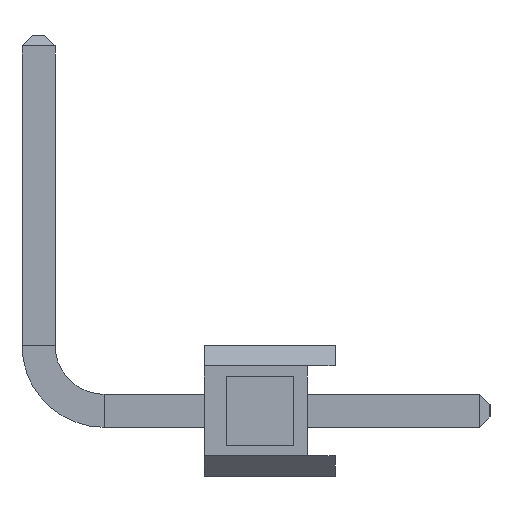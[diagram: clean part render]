
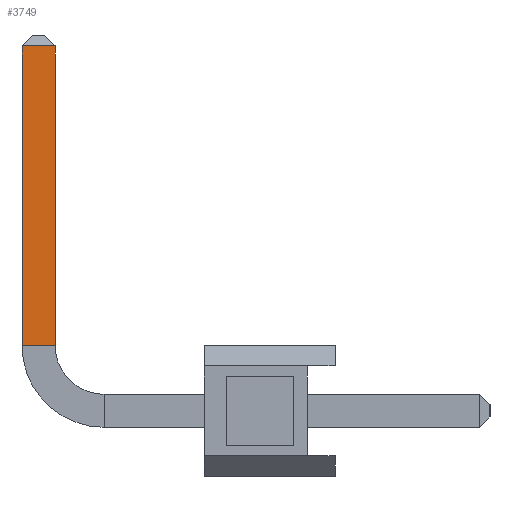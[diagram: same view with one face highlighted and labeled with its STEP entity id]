
A CAD part, left-side view. The second image highlights one B-rep face of the part: STEP entity #3749.
In plain terms, the highlighted planar face has unit normal (-1, 0, 0).
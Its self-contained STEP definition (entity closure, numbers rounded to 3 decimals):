
#3030 = DIRECTION ( 'NONE',  ( 0., 1., 0. ) ) ;
#3214 = LINE ( 'NONE', #18925, #35493 ) ;
#3749 = ADVANCED_FACE ( 'NONE', ( #28944 ), #18717, .T. ) ;
#5767 = VECTOR ( 'NONE', #35364, 1000. ) ;
#6506 = CARTESIAN_POINT ( 'NONE',  ( -0.32, 6.07, 7.07 ) ) ;
#6922 = ORIENTED_EDGE ( 'NONE', *, *, #37876, .T. ) ;
#7283 = CARTESIAN_POINT ( 'NONE',  ( -0.32, 5.43, 1.27 ) ) ;
#9151 = VECTOR ( 'NONE', #3030, 1000. ) ;
#9502 = VERTEX_POINT ( 'NONE', #15521 ) ;
#11831 = DIRECTION ( 'NONE',  ( 0., 0., 1. ) ) ;
#12583 = DIRECTION ( 'NONE',  ( 0., -1., 0. ) ) ;
#15521 = CARTESIAN_POINT ( 'NONE',  ( -0.32, 5.43, 1.27 ) ) ;
#15935 = CARTESIAN_POINT ( 'NONE',  ( -0.32, 5.43, 7.07 ) ) ;
#16112 = DIRECTION ( 'NONE',  ( -1., 0., 0. ) ) ;
#17829 = EDGE_CURVE ( 'NONE', #30928, #19437, #23090, .T. ) ;
#18419 = LINE ( 'NONE', #6506, #9151 ) ;
#18717 = PLANE ( 'NONE',  #28193 ) ;
#18925 = CARTESIAN_POINT ( 'NONE',  ( -0.32, 6.07, 1.27 ) ) ;
#19437 = VERTEX_POINT ( 'NONE', #19848 ) ;
#19848 = CARTESIAN_POINT ( 'NONE',  ( -0.32, 6.07, 7.07 ) ) ;
#22448 = EDGE_CURVE ( 'NONE', #30928, #9502, #3214, .T. ) ;
#23090 = LINE ( 'NONE', #33259, #29512 ) ;
#25234 = EDGE_LOOP ( 'NONE', ( #39796, #6922, #28336, #27011 ) ) ;
#26196 = DIRECTION ( 'NONE',  ( 0., -1., 0. ) ) ;
#27011 = ORIENTED_EDGE ( 'NONE', *, *, #22448, .T. ) ;
#28193 = AXIS2_PLACEMENT_3D ( 'NONE', #31255, #16112, #12583 ) ;
#28336 = ORIENTED_EDGE ( 'NONE', *, *, #17829, .F. ) ;
#28502 = EDGE_CURVE ( 'NONE', #9502, #29066, #34186, .T. ) ;
#28944 = FACE_OUTER_BOUND ( 'NONE', #25234, .T. ) ;
#29066 = VERTEX_POINT ( 'NONE', #15935 ) ;
#29512 = VECTOR ( 'NONE', #11831, 1000. ) ;
#30928 = VERTEX_POINT ( 'NONE', #36745 ) ;
#31255 = CARTESIAN_POINT ( 'NONE',  ( -0.32, 6.07, 1.27 ) ) ;
#33259 = CARTESIAN_POINT ( 'NONE',  ( -0.32, 6.07, 1.27 ) ) ;
#34186 = LINE ( 'NONE', #7283, #5767 ) ;
#35364 = DIRECTION ( 'NONE',  ( 0., 0., 1. ) ) ;
#35493 = VECTOR ( 'NONE', #26196, 1000. ) ;
#36745 = CARTESIAN_POINT ( 'NONE',  ( -0.32, 6.07, 1.27 ) ) ;
#37876 = EDGE_CURVE ( 'NONE', #29066, #19437, #18419, .T. ) ;
#39796 = ORIENTED_EDGE ( 'NONE', *, *, #28502, .T. ) ;
